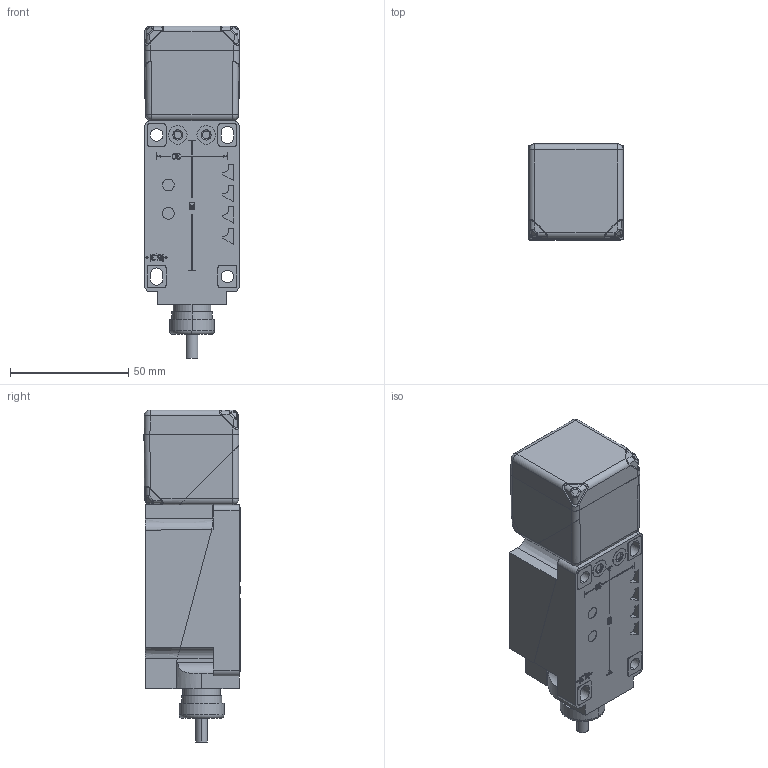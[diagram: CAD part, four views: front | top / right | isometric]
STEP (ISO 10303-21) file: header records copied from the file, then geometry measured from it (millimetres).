
FILE_DESCRIPTION((''),'2;1');
FILE_NAME('DM_CAD-2646_KPL_SW0001','2017-07-13T',('creinig-se'),(''),'PRO/ENGINEER BY PARAMETRIC TECHNOLOGY CORPORATION, 2015440','PRO/ENGINEER BY PARAMETRIC TECHNOLOGY CORPORATION, 2015440','');
FILE_SCHEMA(('CONFIG_CONTROL_DESIGN'));
Length unit declared in the file: millimetre
Products named in the file (1): DM_CAD-2646_KPL_SW0001
Bounding box: 40.18 x 40.72 x 140.65 mm (x, y, z)
Volume: 172791.9 mm3; surface area: 29494.5 mm2
Topology: 1 solids, 1 shells, 847 faces, 2364 edges, 1630 vertices
Faces by surface type: plane 646, cylinder 151, bspline 16, sphere 14, cone 8, torus 4, extrusion 4, revolution 4
Entity records: 36085 total; most frequent: CARTESIAN_POINT 8398, ORIENTED_EDGE 4594, DIRECTION 4167, EDGE_CURVE 2297, VECTOR 1889, LINE 1885, VERTEX_POINT 1502, AXIS2_PLACEMENT_3D 1137
